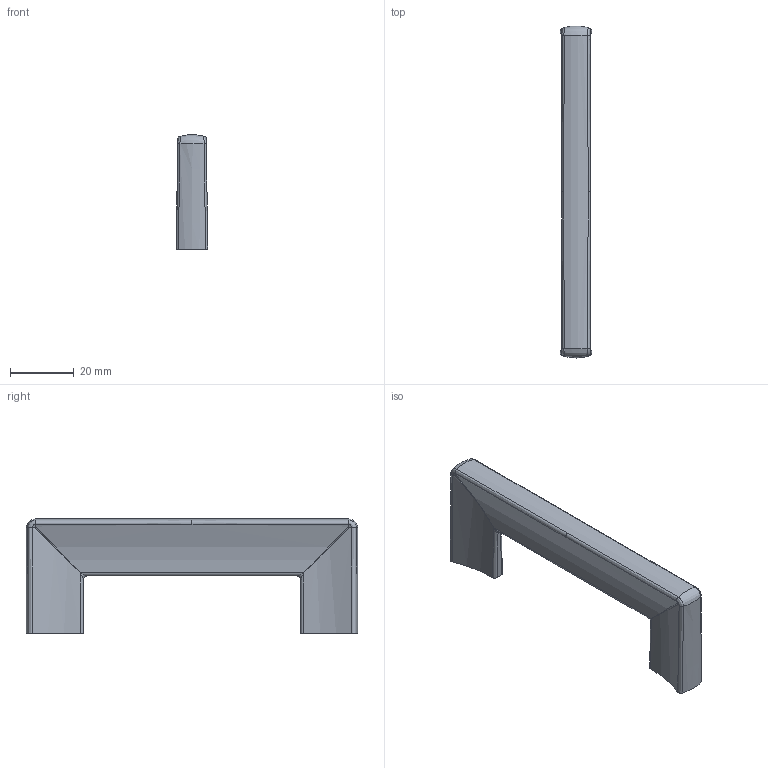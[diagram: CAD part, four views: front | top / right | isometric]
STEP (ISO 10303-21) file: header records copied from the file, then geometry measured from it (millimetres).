
FILE_DESCRIPTION(('Creo Elements/Direct Modeling STEP Export'),'2;1');
FILE_NAME('2183-104.stp','2017-09-05T 8:44:32',(''),(''),'Creo Elements/Direct Modeling STEP processor for AP214 (Solid Model)','Creo Elements/Direct Modeling 20.0 12-Nov-2016 (C) Parametric Technology GmbH','');
FILE_SCHEMA(('AUTOMOTIVE_DESIGN { 1 0 10303 214 1 1 1 1 }'));
Length unit declared in the file: millimetre
Products named in the file (2): Griff_2.01
Assembly tree (1 placements, depth 2):
  Griff_2.01
    Griff_2.01
Bounding box: 9.93 x 104.02 x 35.98 mm (x, y, z)
Volume: 13710.2 mm3; surface area: 7091 mm2
Topology: 1 solids, 1 shells, 70 faces, 164 edges, 96 vertices
Faces by surface type: bspline 44, cylinder 13, plane 7, cone 4, extrusion 2
Entity records: 23356 total; most frequent: CARTESIAN_POINT 22131, ORIENTED_EDGE 320, EDGE_CURVE 160, DIRECTION 104, VERTEX_POINT 96, B_SPLINE_CURVE_WITH_KNOTS 90, EDGE_LOOP 74, FACE_OUTER_BOUND 70
